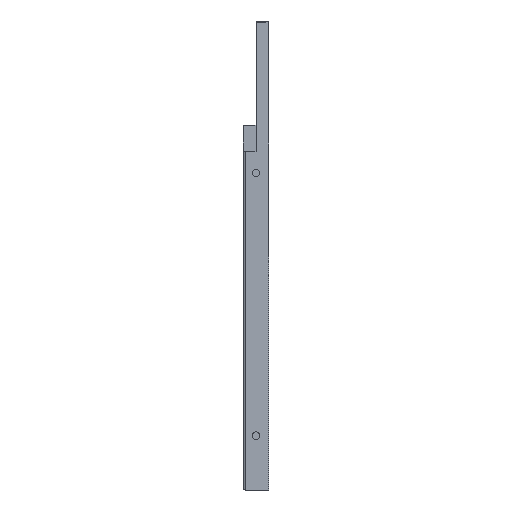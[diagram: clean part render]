
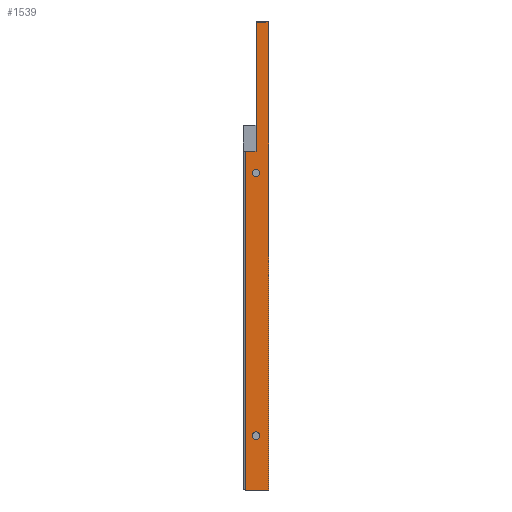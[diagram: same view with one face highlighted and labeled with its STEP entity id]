
A CAD part, left-side view. The second image highlights one B-rep face of the part: STEP entity #1539.
In plain terms, the highlighted planar face has unit normal (-1, 0, 0).
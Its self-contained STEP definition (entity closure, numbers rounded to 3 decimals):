
#159 = LINE ( 'NONE', #5824, #2911 ) ;
#189 = ORIENTED_EDGE ( 'NONE', *, *, #4562, .T. ) ;
#277 = DIRECTION ( 'NONE',  ( 0., 1., 0. ) ) ;
#316 = EDGE_CURVE ( 'NONE', #7239, #7515, #1649, .T. ) ;
#352 = DIRECTION ( 'NONE',  ( 0., 0., -1. ) ) ;
#488 = VERTEX_POINT ( 'NONE', #1435 ) ;
#492 = DIRECTION ( 'NONE',  ( 0., 0., 1. ) ) ;
#717 = CARTESIAN_POINT ( 'NONE',  ( -99.5, 0., 56. ) ) ;
#757 = AXIS2_PLACEMENT_3D ( 'NONE', #2577, #3158, #7111 ) ;
#812 = LINE ( 'NONE', #6434, #5460 ) ;
#866 = VERTEX_POINT ( 'NONE', #4605 ) ;
#869 = EDGE_CURVE ( 'NONE', #7515, #7239, #7340, .T. ) ;
#884 = VECTOR ( 'NONE', #3404, 1000. ) ;
#928 = DIRECTION ( 'NONE',  ( 0., 0., 1. ) ) ;
#983 = CIRCLE ( 'NONE', #1515, 1.5 ) ;
#1037 = EDGE_CURVE ( 'NONE', #5672, #4662, #7153, .T. ) ;
#1066 = EDGE_CURVE ( 'NONE', #6219, #4662, #6770, .T. ) ;
#1147 = CARTESIAN_POINT ( 'NONE',  ( -99.5, 10., 210. ) ) ;
#1188 = VECTOR ( 'NONE', #492, 1000. ) ;
#1234 = ORIENTED_EDGE ( 'NONE', *, *, #1066, .F. ) ;
#1425 = VECTOR ( 'NONE', #3641, 1000. ) ;
#1435 = CARTESIAN_POINT ( 'NONE',  ( -99.5, 5., 6. ) ) ;
#1458 = DIRECTION ( 'NONE',  ( -1., 0., 0. ) ) ;
#1471 = EDGE_CURVE ( 'NONE', #3011, #2176, #983, .T. ) ;
#1499 = CARTESIAN_POINT ( 'NONE',  ( -99.5, 9., 210. ) ) ;
#1515 = AXIS2_PLACEMENT_3D ( 'NONE', #7175, #4009, #4741 ) ;
#1519 = ORIENTED_EDGE ( 'NONE', *, *, #1471, .F. ) ;
#1539 = ADVANCED_FACE ( 'NONE', ( #3717, #4252, #2935 ), #7381, .F. ) ;
#1649 = CIRCLE ( 'NONE', #6267, 1.45 ) ;
#1693 = CARTESIAN_POINT ( 'NONE',  ( -99.5, 0., -125. ) ) ;
#1804 = EDGE_CURVE ( 'NONE', #5672, #488, #812, .T. ) ;
#2176 = VERTEX_POINT ( 'NONE', #6831 ) ;
#2403 = LINE ( 'NONE', #7471, #1188 ) ;
#2488 = ORIENTED_EDGE ( 'NONE', *, *, #6824, .T. ) ;
#2577 = CARTESIAN_POINT ( 'NONE',  ( -99.5, 5., -2.4 ) ) ;
#2911 = VECTOR ( 'NONE', #277, 1000. ) ;
#2935 = FACE_OUTER_BOUND ( 'NONE', #5770, .T. ) ;
#3011 = VERTEX_POINT ( 'NONE', #6729 ) ;
#3015 = DIRECTION ( 'NONE',  ( 0., 0., 1. ) ) ;
#3158 = DIRECTION ( 'NONE',  ( -1., 0., 0. ) ) ;
#3224 = EDGE_CURVE ( 'NONE', #488, #866, #2403, .T. ) ;
#3287 = AXIS2_PLACEMENT_3D ( 'NONE', #7731, #1458, #6495 ) ;
#3404 = DIRECTION ( 'NONE',  ( 0., 0., -1. ) ) ;
#3553 = CARTESIAN_POINT ( 'NONE',  ( -99.5, 9., -125. ) ) ;
#3629 = CARTESIAN_POINT ( 'NONE',  ( -99.5, 5., -2.4 ) ) ;
#3641 = DIRECTION ( 'NONE',  ( 0., 1., 0. ) ) ;
#3717 = FACE_BOUND ( 'NONE', #7279, .T. ) ;
#3844 = ORIENTED_EDGE ( 'NONE', *, *, #1037, .T. ) ;
#3973 = ORIENTED_EDGE ( 'NONE', *, *, #3224, .F. ) ;
#3999 = DIRECTION ( 'NONE',  ( 0., -1., 0. ) ) ;
#4009 = DIRECTION ( 'NONE',  ( -1., 0., 0. ) ) ;
#4252 = FACE_BOUND ( 'NONE', #5068, .T. ) ;
#4342 = ORIENTED_EDGE ( 'NONE', *, *, #1804, .F. ) ;
#4562 = EDGE_CURVE ( 'NONE', #5392, #866, #159, .T. ) ;
#4605 = CARTESIAN_POINT ( 'NONE',  ( -99.5, 5., 56. ) ) ;
#4662 = VERTEX_POINT ( 'NONE', #3553 ) ;
#4680 = CARTESIAN_POINT ( 'NONE',  ( -99.5, 5., -3.85 ) ) ;
#4741 = DIRECTION ( 'NONE',  ( 0., 0., 1. ) ) ;
#5068 = EDGE_LOOP ( 'NONE', ( #1519, #6159 ) ) ;
#5392 = VERTEX_POINT ( 'NONE', #717 ) ;
#5460 = VECTOR ( 'NONE', #3999, 1000. ) ;
#5515 = DIRECTION ( 'NONE',  ( 1., 0., 0. ) ) ;
#5622 = VECTOR ( 'NONE', #928, 1000. ) ;
#5672 = VERTEX_POINT ( 'NONE', #6407 ) ;
#5770 = EDGE_LOOP ( 'NONE', ( #4342, #3844, #1234, #2488, #189, #3973 ) ) ;
#5824 = CARTESIAN_POINT ( 'NONE',  ( -99.5, 0., 56. ) ) ;
#5895 = CARTESIAN_POINT ( 'NONE',  ( -99.5, 0., -125. ) ) ;
#5968 = ORIENTED_EDGE ( 'NONE', *, *, #869, .F. ) ;
#6140 = DIRECTION ( 'NONE',  ( -1., 0., 0. ) ) ;
#6159 = ORIENTED_EDGE ( 'NONE', *, *, #7543, .F. ) ;
#6219 = VERTEX_POINT ( 'NONE', #5895 ) ;
#6267 = AXIS2_PLACEMENT_3D ( 'NONE', #3629, #6140, #3015 ) ;
#6399 = AXIS2_PLACEMENT_3D ( 'NONE', #1147, #5515, #352 ) ;
#6407 = CARTESIAN_POINT ( 'NONE',  ( -99.5, 9., 6. ) ) ;
#6434 = CARTESIAN_POINT ( 'NONE',  ( -99.5, 5., 6. ) ) ;
#6495 = DIRECTION ( 'NONE',  ( 0., 0., 1. ) ) ;
#6582 = CARTESIAN_POINT ( 'NONE',  ( -99.5, 0., 210. ) ) ;
#6729 = CARTESIAN_POINT ( 'NONE',  ( -99.5, 5., -102.5 ) ) ;
#6770 = LINE ( 'NONE', #1693, #1425 ) ;
#6824 = EDGE_CURVE ( 'NONE', #6219, #5392, #7943, .T. ) ;
#6831 = CARTESIAN_POINT ( 'NONE',  ( -99.5, 5., -105.5 ) ) ;
#7108 = CARTESIAN_POINT ( 'NONE',  ( -99.5, 5., -0.95 ) ) ;
#7111 = DIRECTION ( 'NONE',  ( 0., 0., 1. ) ) ;
#7153 = LINE ( 'NONE', #1499, #884 ) ;
#7175 = CARTESIAN_POINT ( 'NONE',  ( -99.5, 5., -104. ) ) ;
#7239 = VERTEX_POINT ( 'NONE', #4680 ) ;
#7279 = EDGE_LOOP ( 'NONE', ( #5968, #7660 ) ) ;
#7340 = CIRCLE ( 'NONE', #757, 1.45 ) ;
#7381 = PLANE ( 'NONE',  #6399 ) ;
#7471 = CARTESIAN_POINT ( 'NONE',  ( -99.5, 5., 56. ) ) ;
#7515 = VERTEX_POINT ( 'NONE', #7108 ) ;
#7543 = EDGE_CURVE ( 'NONE', #2176, #3011, #7884, .T. ) ;
#7660 = ORIENTED_EDGE ( 'NONE', *, *, #316, .F. ) ;
#7731 = CARTESIAN_POINT ( 'NONE',  ( -99.5, 5., -104. ) ) ;
#7884 = CIRCLE ( 'NONE', #3287, 1.5 ) ;
#7943 = LINE ( 'NONE', #6582, #5622 ) ;
